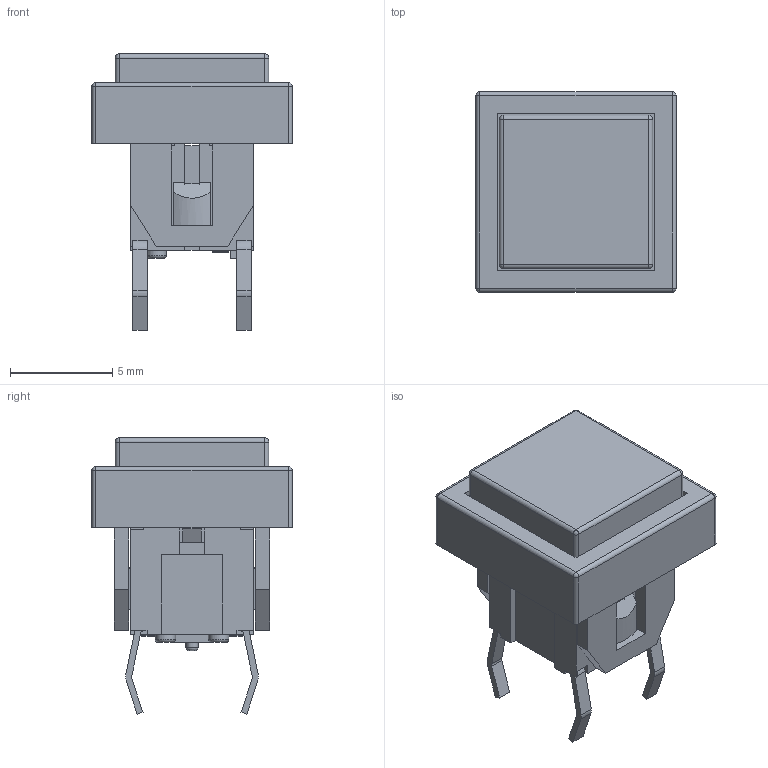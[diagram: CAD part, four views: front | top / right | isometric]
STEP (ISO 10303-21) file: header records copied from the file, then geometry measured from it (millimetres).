
FILE_DESCRIPTION(/* description */ (''),/* implementation_level */ '2;1');
FILE_NAME(/* name */ 'TL1220S1xxxNN.stp',/* time_stamp */ '2025-06-04T10:11:20-05:00',/* author */ ('mroman'),/* organization */ (''),/* preprocessor_version */ 'ST-DEVELOPER v18.1',/* originating_system */ 'Autodesk Inventor 2022',/* authorisation */ '');
FILE_SCHEMA (('AUTOMOTIVE_DESIGN { 1 0 10303 214 3 1 1 }'));
Length unit declared in the file: centimetre
Products named in the file (1): TL1220S1xxxNN
Bounding box: 9.8 x 9.8 x 13.5 mm (x, y, z)
Volume: 421.6 mm3; surface area: 1244.4 mm2
Topology: 1 solids, 1 shells, 398 faces, 1137 edges, 722 vertices
Faces by surface type: plane 318, cylinder 68, sphere 8, torus 2, cone 1, bspline 1
Full cylindrical faces by diameter (mm): 1 x3, 3.7 x1
Entity records: 12783 total; most frequent: CARTESIAN_POINT 2296, ORIENTED_EDGE 2258, DIRECTION 2060, EDGE_CURVE 1129, LINE 990, VECTOR 990, VERTEX_POINT 722, AXIS2_PLACEMENT_3D 535
